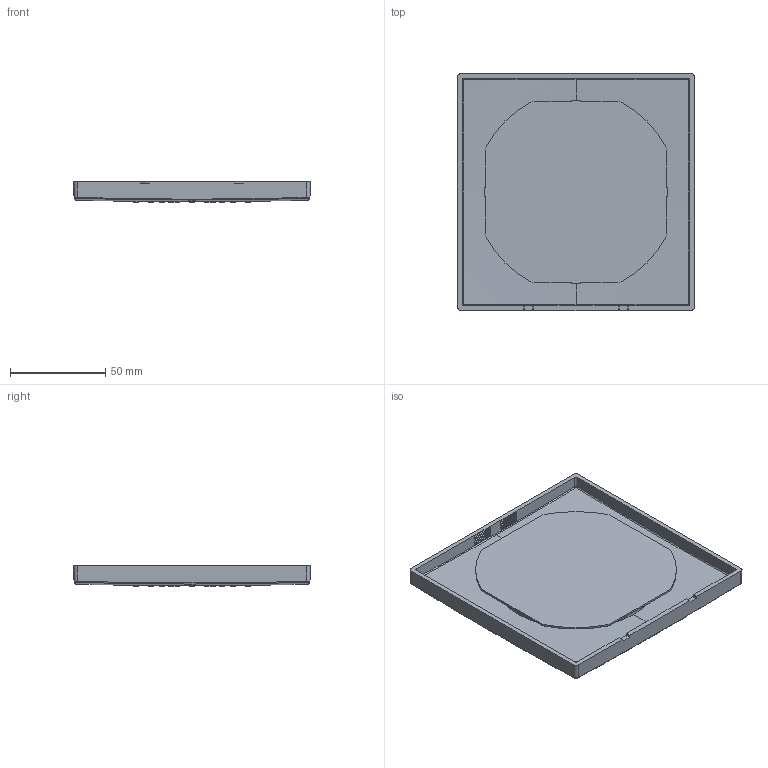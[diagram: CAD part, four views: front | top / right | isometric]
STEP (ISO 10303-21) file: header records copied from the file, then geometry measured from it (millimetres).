
FILE_DESCRIPTION((''),'2;1');
FILE_NAME('ZSOF121CR','2021-11-15T15:37:50',('ut3'),('PAFFONI SpA'),'CREO PARAMETRIC BY PTC INC, 2020044','CREO PARAMETRIC BY PTC INC, 2020044','');
FILE_SCHEMA(('CONFIG_CONTROL_DESIGN','SHAPE_APPEARANCE_LAYERS_GROUPS'));
Length unit declared in the file: millimetre
Products named in the file (1): ZSOF121CR
Bounding box: 124.5 x 124.5 x 10.91 mm (x, y, z)
Volume: 85419.8 mm3; surface area: 59850 mm2
Topology: 1 solids, 1 shells, 495 faces, 1255 edges, 776 vertices
Faces by surface type: plane 216, cone 126, torus 61, bspline 46, sphere 28, cylinder 18
Entity records: 39941 total; most frequent: CARTESIAN_POINT 23424, ORIENTED_EDGE 2474, DIRECTION 2052, EDGE_CURVE 1237, FILL_AREA_STYLE_COLOUR 855, FILL_AREA_STYLE 855, SURFACE_STYLE_FILL_AREA 855, SURFACE_SIDE_STYLE 855
